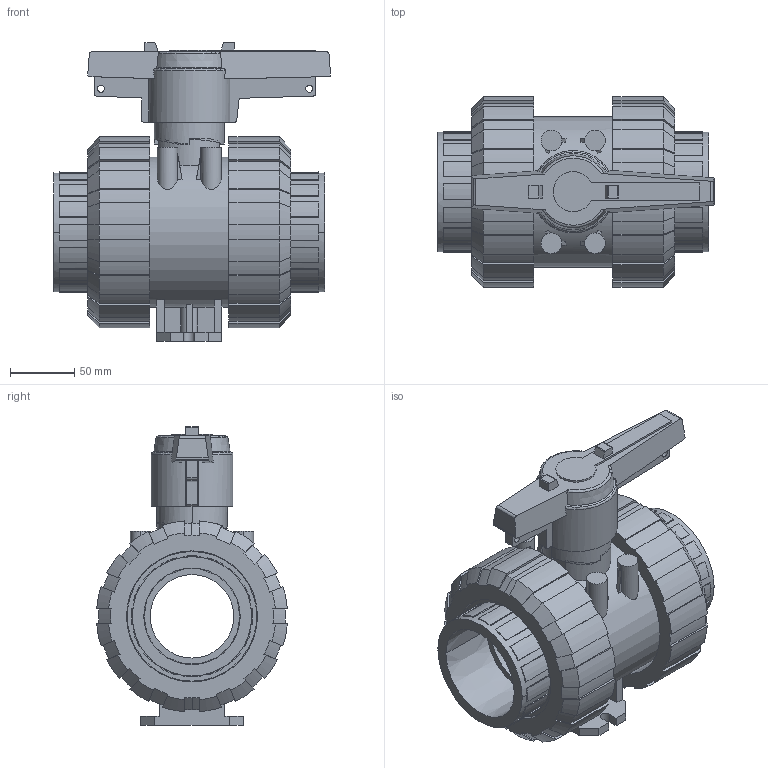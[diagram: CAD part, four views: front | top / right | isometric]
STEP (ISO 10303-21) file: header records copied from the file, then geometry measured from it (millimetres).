
FILE_DESCRIPTION(('STEP AP214'),'1');
FILE_NAME('cctmp_A487ED8C-9D5C-4B97-8C78-C7C34A24ADCC_2021_10_20_12_37_28_0988..stp','2021-10-20T10:37:29',('Praher Valves GmbH'),('CADClick - www.CADClick.com'),'Spatial InterOp 3D',' ','unknown authorization');
FILE_SCHEMA(('AUTOMOTIVE_DESIGN'));
Length unit declared in the file: millimetre
Products named in the file (7): cc_unnamed; 124227_5; 124227_4; 124227_3; 124227_2; 124227_1; 124227
Assembly tree (6 placements, depth 2):
  cc_unnamed
    124227_5
    124227_4
    124227_3
    124227_2
    124227_1
    124227
Bounding box: 215.7 x 148.54 x 232.83 mm (x, y, z)
Volume: 2106342.5 mm3; surface area: 353147.8 mm2
Topology: 6 solids, 6 shells, 580 faces, 1669 edges, 1112 vertices
Faces by surface type: plane 320, cylinder 168, cone 84, torus 8
Entity records: 24518 total; most frequent: CARTESIAN_POINT 4391, ORIENTED_EDGE 3338, DIRECTION 3215, EDGE_CURVE 1669, AXIS2_PLACEMENT_3D 1151, VERTEX_POINT 1112, LINE 913, VECTOR 913
